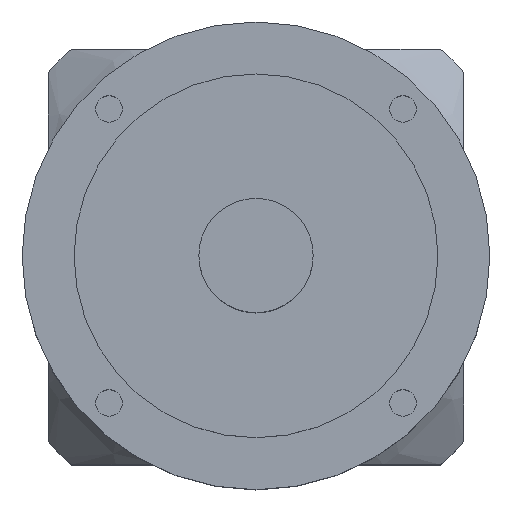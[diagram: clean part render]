
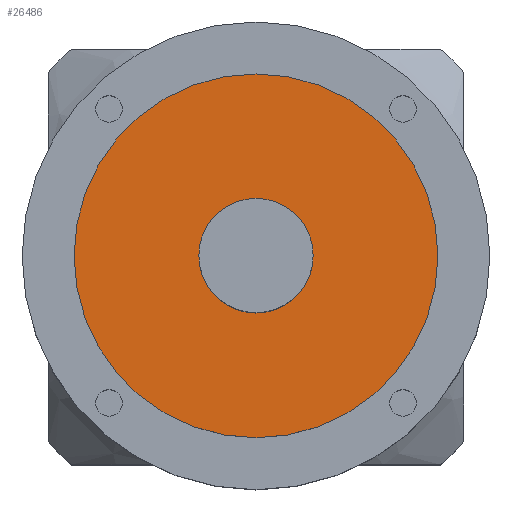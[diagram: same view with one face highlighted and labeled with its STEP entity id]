
A CAD part, top view. The second image highlights one B-rep face of the part: STEP entity #26486.
In plain terms, the highlighted planar face has unit normal (0, 0, 1).
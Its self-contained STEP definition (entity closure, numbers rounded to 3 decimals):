
#55 = CARTESIAN_POINT ( 'NONE',  ( 11., 0., 150.8 ) ) ;
#1385 = CARTESIAN_POINT ( 'NONE',  ( 0., 0., 150.8 ) ) ;
#1437 = AXIS2_PLACEMENT_3D ( 'NONE', #1385, #16774, #12330 ) ;
#1965 = DIRECTION ( 'NONE',  ( 0., 0., 1. ) ) ;
#2916 = CIRCLE ( 'NONE', #15192, 11. ) ;
#3578 = EDGE_LOOP ( 'NONE', ( #8076, #16808 ) ) ;
#3615 = VERTEX_POINT ( 'NONE', #11412 ) ;
#3874 = EDGE_CURVE ( 'NONE', #3615, #28988, #18936, .T. ) ;
#4188 = ORIENTED_EDGE ( 'NONE', *, *, #21663, .F. ) ;
#4308 = DIRECTION ( 'NONE',  ( 1., 0., 0. ) ) ;
#4457 = CARTESIAN_POINT ( 'NONE',  ( 0., 0., 150.8 ) ) ;
#5137 = VERTEX_POINT ( 'NONE', #25528 ) ;
#5912 = PLANE ( 'NONE',  #14325 ) ;
#6280 = CARTESIAN_POINT ( 'NONE',  ( 0., 0., 150.8 ) ) ;
#6536 = CARTESIAN_POINT ( 'NONE',  ( 0., 0., 150.8 ) ) ;
#8076 = ORIENTED_EDGE ( 'NONE', *, *, #3874, .T. ) ;
#9258 = EDGE_LOOP ( 'NONE', ( #15228, #4188 ) ) ;
#10699 = DIRECTION ( 'NONE',  ( 0., 0., 1. ) ) ;
#10908 = FACE_BOUND ( 'NONE', #9258, .T. ) ;
#11412 = CARTESIAN_POINT ( 'NONE',  ( -35., 0., 150.8 ) ) ;
#12330 = DIRECTION ( 'NONE',  ( 1., 0., 0. ) ) ;
#12563 = FACE_OUTER_BOUND ( 'NONE', #3578, .T. ) ;
#13620 = DIRECTION ( 'NONE',  ( 1., 0., 0. ) ) ;
#13727 = DIRECTION ( 'NONE',  ( 0., 0., 1. ) ) ;
#14325 = AXIS2_PLACEMENT_3D ( 'NONE', #19500, #13727, #17723 ) ;
#15192 = AXIS2_PLACEMENT_3D ( 'NONE', #6280, #10699, #26794 ) ;
#15228 = ORIENTED_EDGE ( 'NONE', *, *, #18857, .F. ) ;
#15599 = CIRCLE ( 'NONE', #1437, 35. ) ;
#16118 = EDGE_CURVE ( 'NONE', #28988, #3615, #15599, .T. ) ;
#16774 = DIRECTION ( 'NONE',  ( 0., 0., 1. ) ) ;
#16808 = ORIENTED_EDGE ( 'NONE', *, *, #16118, .T. ) ;
#17723 = DIRECTION ( 'NONE',  ( 1., 0., 0. ) ) ;
#18702 = CARTESIAN_POINT ( 'NONE',  ( 35., 0., 150.8 ) ) ;
#18857 = EDGE_CURVE ( 'NONE', #5137, #26909, #27748, .T. ) ;
#18936 = CIRCLE ( 'NONE', #27412, 35. ) ;
#19500 = CARTESIAN_POINT ( 'NONE',  ( 0., 0., 150.8 ) ) ;
#21663 = EDGE_CURVE ( 'NONE', #26909, #5137, #2916, .T. ) ;
#22574 = AXIS2_PLACEMENT_3D ( 'NONE', #6536, #1965, #13620 ) ;
#24521 = DIRECTION ( 'NONE',  ( 0., 0., 1. ) ) ;
#25528 = CARTESIAN_POINT ( 'NONE',  ( -11., 0., 150.8 ) ) ;
#26486 = ADVANCED_FACE ( 'NONE', ( #10908, #12563 ), #5912, .T. ) ;
#26794 = DIRECTION ( 'NONE',  ( 1., 0., 0. ) ) ;
#26909 = VERTEX_POINT ( 'NONE', #55 ) ;
#27412 = AXIS2_PLACEMENT_3D ( 'NONE', #4457, #24521, #4308 ) ;
#27748 = CIRCLE ( 'NONE', #22574, 11. ) ;
#28988 = VERTEX_POINT ( 'NONE', #18702 ) ;
